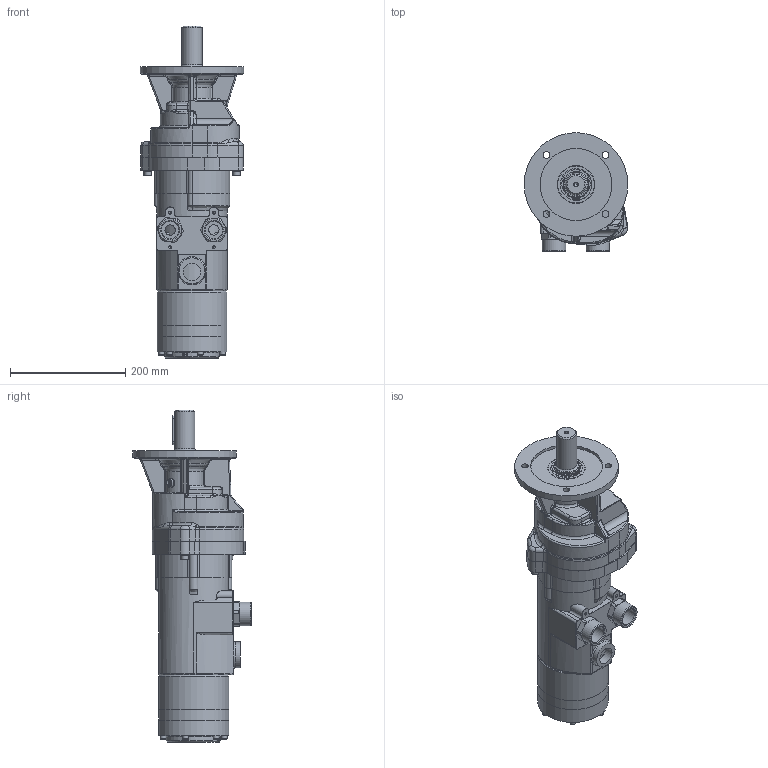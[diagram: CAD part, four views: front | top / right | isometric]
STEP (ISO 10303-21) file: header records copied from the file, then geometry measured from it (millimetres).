
FILE_DESCRIPTION((''),'2;1');
FILE_NAME('MUB 600-75 V 6kt_29942555.stp','2011-10-26T16:35:32',('ibasyouni'),(''),'Autodesk Inventor 2008','Autodesk Inventor 2008','');
FILE_SCHEMA(('AUTOMOTIVE_DESIGN { 1 0 10303 214 1 1 1 1 }'));
Length unit declared in the file: millimetre
Products named in the file (1): MUB 600-75 V
Bounding box: 180 x 205.57 x 576.95 mm (x, y, z)
Volume: 5968846.9 mm3; surface area: 546002.9 mm2
Topology: 1 solids, 23 shells, 1412 faces, 3637 edges, 2255 vertices
Faces by surface type: plane 519, cylinder 469, bspline 286, cone 68, torus 65, sphere 5
Full cylindrical faces by diameter (mm): 2.5 x1, 2.8 x2, 5 x2, 5.2 x1, 6 x6, 7 x2, 7.4 x1, 7.9 x2, 8 x3, 9.5 x6, 10 x7, 11.5 x4, 12.838 x1, 13 x3, 16 x1, 18 x2, 24.401 x2, 30 x1, 31 x1, 33.249 x2, 35 x1, 41 x2, 42.5 x1, 44.8 x1, 45 x6, 47 x1, 53 x2, 55 x2, 56.5 x1, 65 x3
Entity records: 58930 total; most frequent: CARTESIAN_POINT 25239, ORIENTED_EDGE 6666, DIRECTION 6564, EDGE_CURVE 3333, AXIS2_PLACEMENT_3D 2609, VERTEX_POINT 2155, EDGE_LOOP 1754, FACE_OUTER_BOUND 1412
